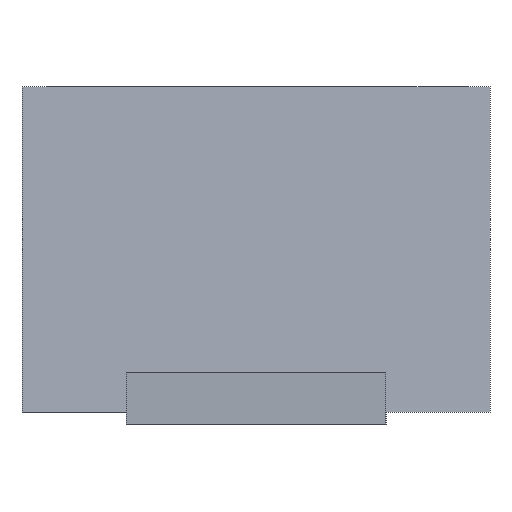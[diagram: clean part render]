
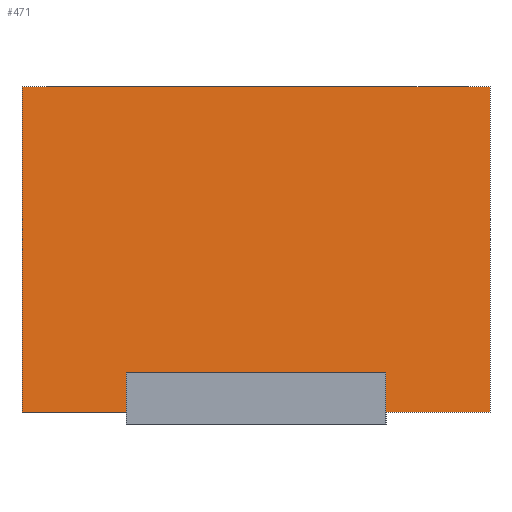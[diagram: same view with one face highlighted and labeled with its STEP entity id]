
A CAD part, left-side view. The second image highlights one B-rep face of the part: STEP entity #471.
In plain terms, the highlighted planar face has unit normal (-0.996, 0, 0.087).
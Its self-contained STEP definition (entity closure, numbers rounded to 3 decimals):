
#43=FACE_OUTER_BOUND('',#73,.T.);
#73=EDGE_LOOP('',(#389,#390,#391,#392));
#120=LINE('',#731,#180);
#123=LINE('',#737,#183);
#126=LINE('',#743,#186);
#128=LINE('',#746,#188);
#180=VECTOR('',#602,1.);
#183=VECTOR('',#607,1.);
#186=VECTOR('',#612,1.);
#188=VECTOR('',#616,1.);
#226=VERTEX_POINT('',#725);
#228=VERTEX_POINT('',#729);
#229=VERTEX_POINT('',#733);
#232=VERTEX_POINT('',#741);
#280=EDGE_CURVE('',#228,#226,#120,.T.);
#283=EDGE_CURVE('',#226,#229,#123,.T.);
#286=EDGE_CURVE('',#232,#228,#126,.T.);
#288=EDGE_CURVE('',#232,#229,#128,.T.);
#389=ORIENTED_EDGE('',*,*,#283,.F.);
#390=ORIENTED_EDGE('',*,*,#280,.F.);
#391=ORIENTED_EDGE('',*,*,#286,.F.);
#392=ORIENTED_EDGE('',*,*,#288,.T.);
#442=PLANE('',#517);
#471=ADVANCED_FACE('',(#43),#442,.F.);
#517=AXIS2_PLACEMENT_3D('',#747,#617,#618);
#602=DIRECTION('',(0.,-1.,0.));
#607=DIRECTION('',(-0.087,0.,-0.996));
#612=DIRECTION('',(0.087,0.,0.996));
#616=DIRECTION('',(0.,-1.,0.));
#617=DIRECTION('center_axis',(0.996,0.,-0.087));
#618=DIRECTION('ref_axis',(0.,1.,0.));
#725=CARTESIAN_POINT('',(-0.891,-0.5,1.55));
#729=CARTESIAN_POINT('',(-0.891,1.3,1.55));
#731=CARTESIAN_POINT('',(-0.891,0.4,1.55));
#733=CARTESIAN_POINT('',(-1.,-0.5,0.3));
#737=CARTESIAN_POINT('',(-0.989,-0.5,0.422));
#741=CARTESIAN_POINT('',(-1.,1.3,0.3));
#743=CARTESIAN_POINT('',(-0.989,1.3,0.422));
#746=CARTESIAN_POINT('',(-1.,0.4,0.3));
#747=CARTESIAN_POINT('Origin',(-1.,0.4,0.3));
